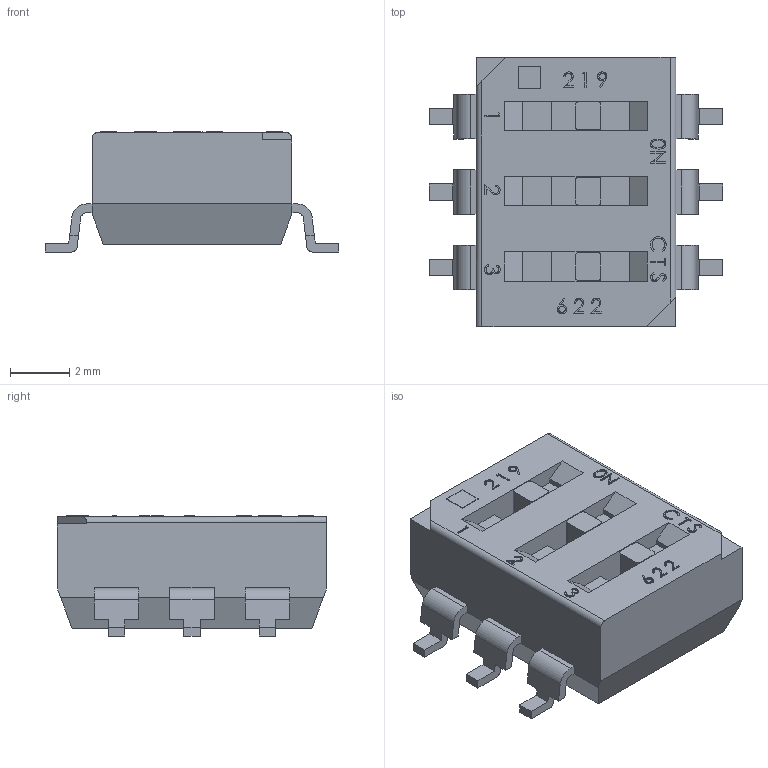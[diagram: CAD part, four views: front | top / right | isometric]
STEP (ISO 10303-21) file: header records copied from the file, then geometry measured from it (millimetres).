
FILE_DESCRIPTION(('FreeCAD Model'),'2;1');
FILE_NAME('219-3LPST.step','2019-07-12T15:54:37',('kicad StepUp'),( 'ksu MCAD'),'Open CASCADE STEP processor 7.3','FreeCAD','Unknown');
FILE_SCHEMA(('AUTOMOTIVE_DESIGN { 1 0 10303 214 1 1 1 1 }'));
Length unit declared in the file: millimetre
Products named in the file (1): 219-3LPST
Bounding box: 9.91 x 9.09 x 4.05 mm (x, y, z)
Volume: 220.7 mm3; surface area: 305.7 mm2
Topology: 1 solids, 1 shells, 353 faces, 966 edges, 642 vertices
Faces by surface type: plane 232, bspline 89, cylinder 32
Entity records: 16041 total; most frequent: CARTESIAN_POINT 7617, ORIENTED_EDGE 1932, DIRECTION 1378, EDGE_CURVE 966, LINE 724, VECTOR 724, VERTEX_POINT 642, FACE_BOUND 380
